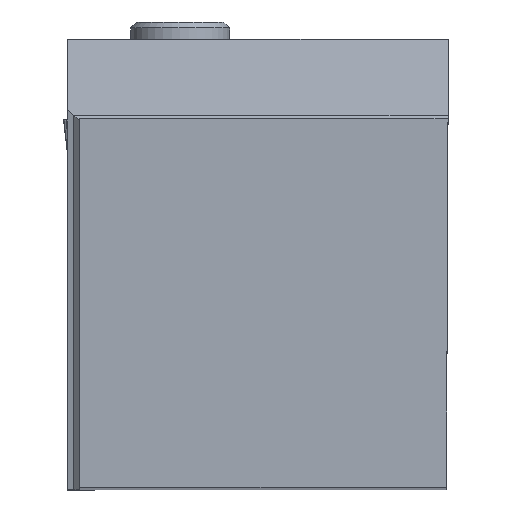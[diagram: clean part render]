
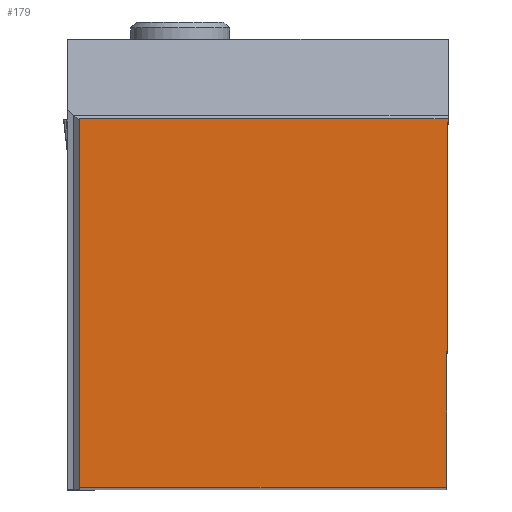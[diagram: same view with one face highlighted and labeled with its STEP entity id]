
A CAD part, top view. The second image highlights one B-rep face of the part: STEP entity #179.
In plain terms, the highlighted planar face has unit normal (0, 0, 1).
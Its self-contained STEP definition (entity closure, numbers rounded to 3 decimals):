
#179=ADVANCED_FACE('BLANK_BOXF006',(#285),#229,.F.);
#229=PLANE('',#1317);
#285=FACE_OUTER_BOUND('',#343,.T.);
#343=EDGE_LOOP('',(#586,#587,#588,#589));
#586=ORIENTED_EDGE('',*,*,#910,.F.);
#587=ORIENTED_EDGE('',*,*,#904,.F.);
#588=ORIENTED_EDGE('',*,*,#911,.F.);
#589=ORIENTED_EDGE('',*,*,#912,.F.);
#765=VERTEX_POINT('',#2051);
#766=VERTEX_POINT('',#2053);
#769=VERTEX_POINT('',#2064);
#770=VERTEX_POINT('',#2066);
#904=EDGE_CURVE('',#765,#766,#1035,.T.);
#910=EDGE_CURVE('',#766,#769,#1041,.T.);
#911=EDGE_CURVE('',#770,#765,#1042,.T.);
#912=EDGE_CURVE('',#769,#770,#1043,.T.);
#1035=LINE('',#2052,#1168);
#1041=LINE('',#2063,#1174);
#1042=LINE('',#2065,#1175);
#1043=LINE('',#2067,#1176);
#1168=VECTOR('',#1552,1.);
#1174=VECTOR('',#1562,1.);
#1175=VECTOR('',#1563,1.);
#1176=VECTOR('',#1564,1.);
#1317=AXIS2_PLACEMENT_3D('',#2068,#1565,#1566);
#1552=DIRECTION('',(-1.,0.,0.));
#1562=DIRECTION('',(0.,1.,0.));
#1563=DIRECTION('',(-0.004,-1.,0.));
#1564=DIRECTION('',(1.,0.,0.));
#1565=DIRECTION('',(0.,0.,-1.));
#1566=DIRECTION('',(0.,-1.,0.));
#2051=CARTESIAN_POINT('',(-0.138,0.,0.));
#2052=CARTESIAN_POINT('',(151.6,0.,0.));
#2053=CARTESIAN_POINT('',(-31.623,0.,0.));
#2063=CARTESIAN_POINT('',(-31.623,-151.6,0.));
#2064=CARTESIAN_POINT('',(-31.623,31.623,0.));
#2065=CARTESIAN_POINT('',(0.523,151.599,0.));
#2066=CARTESIAN_POINT('',(0.,31.623,0.));
#2067=CARTESIAN_POINT('',(-151.6,31.623,0.));
#2068=CARTESIAN_POINT('',(-32.67,-5.,0.));
